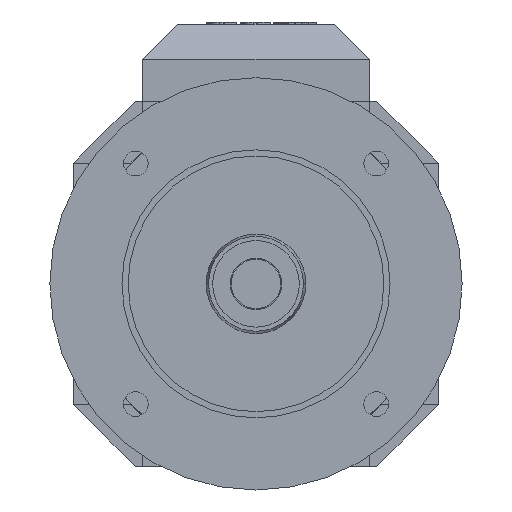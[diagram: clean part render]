
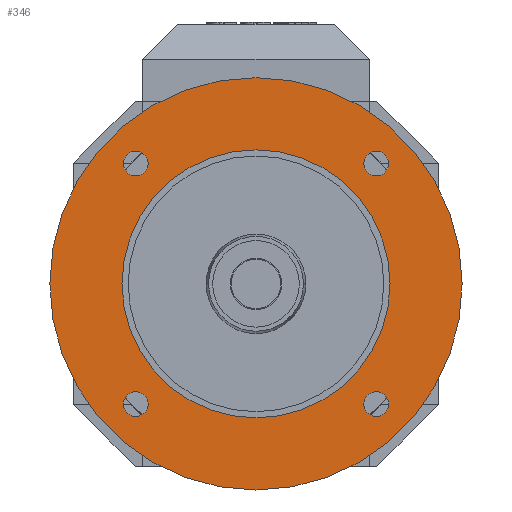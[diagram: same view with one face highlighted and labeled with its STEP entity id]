
A CAD part, front view. The second image highlights one B-rep face of the part: STEP entity #346.
In plain terms, the highlighted planar face has unit normal (0, -1, 0).
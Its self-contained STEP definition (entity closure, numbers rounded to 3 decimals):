
#80=FACE_BOUND('',#709,.T.);
#81=FACE_BOUND('',#710,.T.);
#82=FACE_BOUND('',#711,.T.);
#83=FACE_BOUND('',#712,.T.);
#84=FACE_BOUND('',#713,.T.);
#85=FACE_BOUND('',#714,.T.);
#142=PLANE('',#3451);
#346=ADVANCED_FACE('',(#80,#81,#82,#83,#84,#85),#142,.T.);
#709=EDGE_LOOP('',(#1270,#1271));
#710=EDGE_LOOP('',(#1272,#1273));
#711=EDGE_LOOP('',(#1274,#1275));
#712=EDGE_LOOP('',(#1276,#1277));
#713=EDGE_LOOP('',(#1278,#1279));
#714=EDGE_LOOP('',(#1280,#1281));
#881=CIRCLE('',#3333,100.);
#882=CIRCLE('',#3335,65.);
#888=CIRCLE('',#3344,6.);
#891=CIRCLE('',#3348,6.);
#893=CIRCLE('',#3351,6.);
#896=CIRCLE('',#3355,6.);
#926=CIRCLE('',#3419,6.);
#928=CIRCLE('',#3422,6.);
#931=CIRCLE('',#3426,6.);
#933=CIRCLE('',#3429,6.);
#945=CIRCLE('',#3448,65.);
#946=CIRCLE('',#3450,100.);
#1270=ORIENTED_EDGE('',*,*,#2381,.F.);
#1271=ORIENTED_EDGE('',*,*,#2237,.F.);
#1272=ORIENTED_EDGE('',*,*,#2265,.T.);
#1273=ORIENTED_EDGE('',*,*,#2361,.T.);
#1274=ORIENTED_EDGE('',*,*,#2260,.T.);
#1275=ORIENTED_EDGE('',*,*,#2363,.T.);
#1276=ORIENTED_EDGE('',*,*,#2256,.T.);
#1277=ORIENTED_EDGE('',*,*,#2366,.T.);
#1278=ORIENTED_EDGE('',*,*,#2251,.T.);
#1279=ORIENTED_EDGE('',*,*,#2368,.T.);
#1280=ORIENTED_EDGE('',*,*,#2380,.T.);
#1281=ORIENTED_EDGE('',*,*,#2239,.T.);
#1931=VERTEX_POINT('',#4581);
#1933=VERTEX_POINT('',#4585);
#1934=VERTEX_POINT('',#4589);
#1936=VERTEX_POINT('',#4592);
#1947=VERTEX_POINT('',#4617);
#1948=VERTEX_POINT('',#4619);
#1952=VERTEX_POINT('',#4628);
#1953=VERTEX_POINT('',#4630);
#1956=VERTEX_POINT('',#4637);
#1957=VERTEX_POINT('',#4639);
#1961=VERTEX_POINT('',#4648);
#1962=VERTEX_POINT('',#4650);
#2237=EDGE_CURVE('',#1933,#1931,#881,.T.);
#2239=EDGE_CURVE('',#1936,#1934,#882,.T.);
#2251=EDGE_CURVE('',#1948,#1947,#888,.T.);
#2256=EDGE_CURVE('',#1953,#1952,#891,.T.);
#2260=EDGE_CURVE('',#1957,#1956,#893,.T.);
#2265=EDGE_CURVE('',#1962,#1961,#896,.T.);
#2361=EDGE_CURVE('',#1961,#1962,#926,.T.);
#2363=EDGE_CURVE('',#1956,#1957,#928,.T.);
#2366=EDGE_CURVE('',#1952,#1953,#931,.T.);
#2368=EDGE_CURVE('',#1947,#1948,#933,.T.);
#2380=EDGE_CURVE('',#1934,#1936,#945,.T.);
#2381=EDGE_CURVE('',#1931,#1933,#946,.T.);
#3333=AXIS2_PLACEMENT_3D('',#4586,#3675,#3676);
#3335=AXIS2_PLACEMENT_3D('',#4591,#3680,#3681);
#3344=AXIS2_PLACEMENT_3D('',#4618,#3704,#3705);
#3348=AXIS2_PLACEMENT_3D('',#4629,#3714,#3715);
#3351=AXIS2_PLACEMENT_3D('',#4638,#3722,#3723);
#3355=AXIS2_PLACEMENT_3D('',#4649,#3732,#3733);
#3419=AXIS2_PLACEMENT_3D('',#4844,#3926,#3927);
#3422=AXIS2_PLACEMENT_3D('',#4847,#3932,#3933);
#3426=AXIS2_PLACEMENT_3D('',#4852,#3940,#3941);
#3429=AXIS2_PLACEMENT_3D('',#4855,#3946,#3947);
#3448=AXIS2_PLACEMENT_3D('',#4874,#3984,#3985);
#3450=AXIS2_PLACEMENT_3D('',#4876,#3988,#3989);
#3451=AXIS2_PLACEMENT_3D('',#4877,#3990,#3991);
#3675=DIRECTION('',(0.,1.,0.));
#3676=DIRECTION('',(0.,0.,1.));
#3680=DIRECTION('',(0.,1.,0.));
#3681=DIRECTION('',(0.,0.,1.));
#3704=DIRECTION('',(0.,1.,0.));
#3705=DIRECTION('',(-1.,0.,0.));
#3714=DIRECTION('',(0.,1.,0.));
#3715=DIRECTION('',(-1.,0.,0.));
#3722=DIRECTION('',(0.,1.,0.));
#3723=DIRECTION('',(-1.,0.,0.));
#3732=DIRECTION('',(0.,1.,0.));
#3733=DIRECTION('',(-1.,0.,0.));
#3926=DIRECTION('',(0.,1.,0.));
#3927=DIRECTION('',(-1.,0.,0.));
#3932=DIRECTION('',(0.,1.,0.));
#3933=DIRECTION('',(-1.,0.,0.));
#3940=DIRECTION('',(0.,1.,0.));
#3941=DIRECTION('',(-1.,0.,0.));
#3946=DIRECTION('',(0.,1.,0.));
#3947=DIRECTION('',(-1.,0.,0.));
#3984=DIRECTION('',(0.,1.,0.));
#3985=DIRECTION('',(0.,0.,1.));
#3988=DIRECTION('',(0.,1.,0.));
#3989=DIRECTION('',(0.,0.,1.));
#3990=DIRECTION('',(0.,-1.,0.));
#3991=DIRECTION('',(0.,0.,1.));
#4581=CARTESIAN_POINT('',(0.,-243.,100.));
#4585=CARTESIAN_POINT('',(0.,-243.,-100.));
#4586=CARTESIAN_POINT('',(0.,-243.,0.));
#4589=CARTESIAN_POINT('',(0.,-243.,65.));
#4591=CARTESIAN_POINT('',(0.,-243.,0.));
#4592=CARTESIAN_POINT('',(0.,-243.,-65.));
#4617=CARTESIAN_POINT('',(52.336,-243.,58.336));
#4618=CARTESIAN_POINT('',(58.336,-243.,58.336));
#4619=CARTESIAN_POINT('',(64.336,-243.,58.336));
#4628=CARTESIAN_POINT('',(-64.336,-243.,58.336));
#4629=CARTESIAN_POINT('',(-58.336,-243.,58.336));
#4630=CARTESIAN_POINT('',(-52.336,-243.,58.336));
#4637=CARTESIAN_POINT('',(52.336,-243.,-58.336));
#4638=CARTESIAN_POINT('',(58.336,-243.,-58.336));
#4639=CARTESIAN_POINT('',(64.336,-243.,-58.336));
#4648=CARTESIAN_POINT('',(-64.336,-243.,-58.336));
#4649=CARTESIAN_POINT('',(-58.336,-243.,-58.336));
#4650=CARTESIAN_POINT('',(-52.336,-243.,-58.336));
#4844=CARTESIAN_POINT('',(-58.336,-243.,-58.336));
#4847=CARTESIAN_POINT('',(58.336,-243.,-58.336));
#4852=CARTESIAN_POINT('',(-58.336,-243.,58.336));
#4855=CARTESIAN_POINT('',(58.336,-243.,58.336));
#4874=CARTESIAN_POINT('',(0.,-243.,0.));
#4876=CARTESIAN_POINT('',(0.,-243.,0.));
#4877=CARTESIAN_POINT('',(0.,-243.,82.5));
